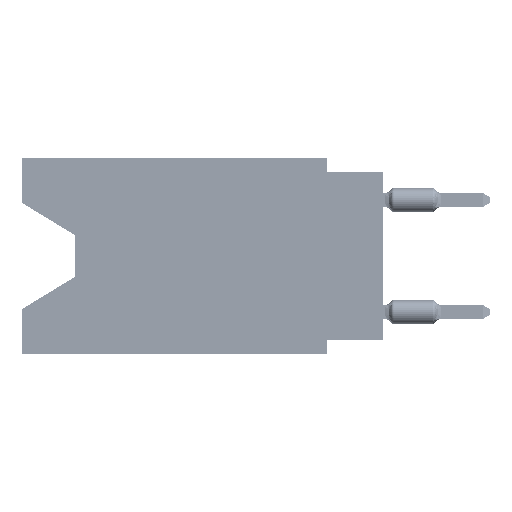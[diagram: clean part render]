
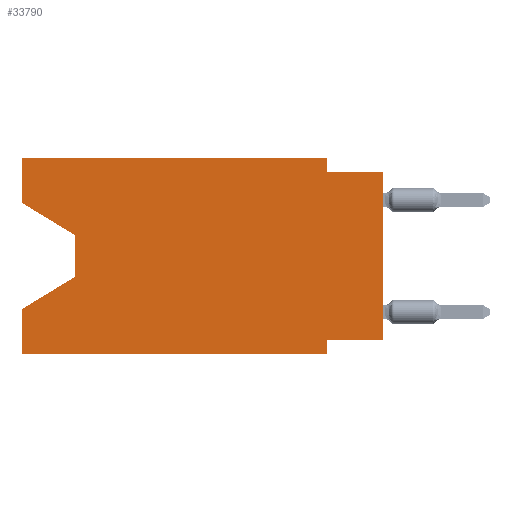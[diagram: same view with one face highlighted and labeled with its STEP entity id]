
A CAD part, left-side view. The second image highlights one B-rep face of the part: STEP entity #33790.
In plain terms, the highlighted planar face has unit normal (-1, 0, 0).
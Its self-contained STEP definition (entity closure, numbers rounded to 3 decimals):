
#2195 = DIRECTION ( 'NONE',  ( 0., 1., 0. ) ) ;
#2198 = VECTOR ( 'NONE', #2195, 1000. ) ;
#2450 = CARTESIAN_POINT ( 'NONE',  ( 0., 0., 0. ) ) ;
#4477 = LINE ( 'NONE', #25804, #23476 ) ;
#6469 = CARTESIAN_POINT ( 'NONE',  ( 0., 16.383, -8.89 ) ) ;
#7777 = CARTESIAN_POINT ( 'NONE',  ( 0., 0., -8.255 ) ) ;
#7929 = DIRECTION ( 'NONE',  ( 0., 0.855, -0.519 ) ) ;
#9272 = EDGE_CURVE ( 'NONE', #38773, #57188, #57359, .T. ) ;
#10114 = DIRECTION ( 'NONE',  ( 1., 0., 0. ) ) ;
#10523 = VECTOR ( 'NONE', #19944, 1000. ) ;
#12719 = VERTEX_POINT ( 'NONE', #25933 ) ;
#12860 = LINE ( 'NONE', #55875, #64062 ) ;
#15074 = VECTOR ( 'NONE', #45818, 1000. ) ;
#15374 = VECTOR ( 'NONE', #33952, 1000. ) ;
#15724 = CARTESIAN_POINT ( 'NONE',  ( 0., 16.383, 0. ) ) ;
#15879 = LINE ( 'NONE', #58919, #37178 ) ;
#16019 = CARTESIAN_POINT ( 'NONE',  ( 0., 13.97, -5.385 ) ) ;
#16402 = CARTESIAN_POINT ( 'NONE',  ( 0., 16.383, 0. ) ) ;
#16828 = VERTEX_POINT ( 'NONE', #22572 ) ;
#17335 = LINE ( 'NONE', #38680, #46208 ) ;
#18130 = CARTESIAN_POINT ( 'NONE',  ( 0., 2.54, -0.635 ) ) ;
#18552 = LINE ( 'NONE', #2450, #15374 ) ;
#18637 = CARTESIAN_POINT ( 'NONE',  ( 0., 16.383, 0. ) ) ;
#19944 = DIRECTION ( 'NONE',  ( 0., 0., -1. ) ) ;
#20358 = CARTESIAN_POINT ( 'NONE',  ( 0., 0., -8.255 ) ) ;
#21633 = VECTOR ( 'NONE', #61079, 1000. ) ;
#22572 = CARTESIAN_POINT ( 'NONE',  ( 0., 13.97, -3.505 ) ) ;
#23476 = VECTOR ( 'NONE', #47162, 1000. ) ;
#25430 = EDGE_CURVE ( 'NONE', #37705, #35196, #65892, .T. ) ;
#25804 = CARTESIAN_POINT ( 'NONE',  ( 0., 16.383, 0. ) ) ;
#25862 = CARTESIAN_POINT ( 'NONE',  ( 0., 16.383, -2.038 ) ) ;
#25933 = CARTESIAN_POINT ( 'NONE',  ( 0., 2.54, -8.89 ) ) ;
#28561 = CARTESIAN_POINT ( 'NONE',  ( 0., 16.383, -2.038 ) ) ;
#30456 = EDGE_CURVE ( 'NONE', #38181, #12719, #54409, .T. ) ;
#30483 = ORIENTED_EDGE ( 'NONE', *, *, #53155, .T. ) ;
#32019 = ORIENTED_EDGE ( 'NONE', *, *, #53218, .T. ) ;
#33790 = ADVANCED_FACE ( 'NONE', ( #41611 ), #62600, .F. ) ;
#33952 = DIRECTION ( 'NONE',  ( 0., 0., 1. ) ) ;
#34628 = ORIENTED_EDGE ( 'NONE', *, *, #61602, .T. ) ;
#35196 = VERTEX_POINT ( 'NONE', #66767 ) ;
#36010 = VERTEX_POINT ( 'NONE', #56082 ) ;
#37059 = LINE ( 'NONE', #16402, #65868 ) ;
#37068 = DIRECTION ( 'NONE',  ( 0., 0., -1. ) ) ;
#37178 = VECTOR ( 'NONE', #48402, 1000. ) ;
#37705 = VERTEX_POINT ( 'NONE', #20358 ) ;
#38181 = VERTEX_POINT ( 'NONE', #59808 ) ;
#38680 = CARTESIAN_POINT ( 'NONE',  ( 0., 13.97, -3.505 ) ) ;
#38773 = VERTEX_POINT ( 'NONE', #28561 ) ;
#41036 = EDGE_CURVE ( 'NONE', #46539, #55315, #57040, .T. ) ;
#41611 = FACE_OUTER_BOUND ( 'NONE', #68325, .T. ) ;
#42876 = DIRECTION ( 'NONE',  ( 0., -1., 0. ) ) ;
#43289 = ORIENTED_EDGE ( 'NONE', *, *, #30456, .T. ) ;
#43661 = DIRECTION ( 'NONE',  ( 0., -1., 0. ) ) ;
#44421 = VECTOR ( 'NONE', #51418, 1000. ) ;
#44900 = AXIS2_PLACEMENT_3D ( 'NONE', #15724, #10114, #37068 ) ;
#45818 = DIRECTION ( 'NONE',  ( 0., 0., 1. ) ) ;
#45990 = ORIENTED_EDGE ( 'NONE', *, *, #25430, .F. ) ;
#46164 = CARTESIAN_POINT ( 'NONE',  ( 0., 16.383, 0. ) ) ;
#46208 = VECTOR ( 'NONE', #60024, 1000. ) ;
#46539 = VERTEX_POINT ( 'NONE', #55955 ) ;
#47162 = DIRECTION ( 'NONE',  ( 0., 0., 1. ) ) ;
#48402 = DIRECTION ( 'NONE',  ( 0., 0., -1. ) ) ;
#49043 = VERTEX_POINT ( 'NONE', #66599 ) ;
#49136 = ORIENTED_EDGE ( 'NONE', *, *, #57485, .F. ) ;
#51418 = DIRECTION ( 'NONE',  ( 0., -0.855, -0.519 ) ) ;
#51893 = ORIENTED_EDGE ( 'NONE', *, *, #62307, .F. ) ;
#52467 = LINE ( 'NONE', #25862, #44421 ) ;
#53155 = EDGE_CURVE ( 'NONE', #37705, #49043, #18552, .T. ) ;
#53218 = EDGE_CURVE ( 'NONE', #38773, #16828, #52467, .T. ) ;
#54409 = LINE ( 'NONE', #6469, #63955 ) ;
#54693 = ORIENTED_EDGE ( 'NONE', *, *, #66571, .F. ) ;
#55315 = VERTEX_POINT ( 'NONE', #18130 ) ;
#55478 = CARTESIAN_POINT ( 'NONE',  ( 0., 0., -0.635 ) ) ;
#55875 = CARTESIAN_POINT ( 'NONE',  ( 0., 13.97, -5.385 ) ) ;
#55955 = CARTESIAN_POINT ( 'NONE',  ( 0., 2.54, 0. ) ) ;
#56082 = CARTESIAN_POINT ( 'NONE',  ( 0., 16.383, -6.852 ) ) ;
#56625 = VERTEX_POINT ( 'NONE', #16019 ) ;
#57040 = LINE ( 'NONE', #67908, #10523 ) ;
#57188 = VERTEX_POINT ( 'NONE', #18637 ) ;
#57359 = LINE ( 'NONE', #46164, #15074 ) ;
#57485 = EDGE_CURVE ( 'NONE', #38181, #36010, #4477, .T. ) ;
#58058 = ORIENTED_EDGE ( 'NONE', *, *, #62112, .T. ) ;
#58919 = CARTESIAN_POINT ( 'NONE',  ( 0., 2.54, -8.89 ) ) ;
#59808 = CARTESIAN_POINT ( 'NONE',  ( 0., 16.383, -8.89 ) ) ;
#60024 = DIRECTION ( 'NONE',  ( 0., 0., -1. ) ) ;
#61079 = DIRECTION ( 'NONE',  ( 0., -1., 0. ) ) ;
#61230 = ORIENTED_EDGE ( 'NONE', *, *, #63318, .F. ) ;
#61404 = LINE ( 'NONE', #55478, #21633 ) ;
#61602 = EDGE_CURVE ( 'NONE', #56625, #36010, #12860, .T. ) ;
#62112 = EDGE_CURVE ( 'NONE', #16828, #56625, #17335, .T. ) ;
#62307 = EDGE_CURVE ( 'NONE', #35196, #12719, #15879, .T. ) ;
#62600 = PLANE ( 'NONE',  #44900 ) ;
#63318 = EDGE_CURVE ( 'NONE', #55315, #49043, #61404, .T. ) ;
#63955 = VECTOR ( 'NONE', #42876, 1000. ) ;
#64062 = VECTOR ( 'NONE', #7929, 1000. ) ;
#65868 = VECTOR ( 'NONE', #43661, 1000. ) ;
#65892 = LINE ( 'NONE', #7777, #2198 ) ;
#66256 = ORIENTED_EDGE ( 'NONE', *, *, #9272, .F. ) ;
#66571 = EDGE_CURVE ( 'NONE', #57188, #46539, #37059, .T. ) ;
#66599 = CARTESIAN_POINT ( 'NONE',  ( 0., 0., -0.635 ) ) ;
#66767 = CARTESIAN_POINT ( 'NONE',  ( 0., 2.54, -8.255 ) ) ;
#67908 = CARTESIAN_POINT ( 'NONE',  ( 0., 2.54, 0. ) ) ;
#68325 = EDGE_LOOP ( 'NONE', ( #32019, #58058, #34628, #49136, #43289, #51893, #45990, #30483, #61230, #68438, #54693, #66256 ) ) ;
#68438 = ORIENTED_EDGE ( 'NONE', *, *, #41036, .F. ) ;
